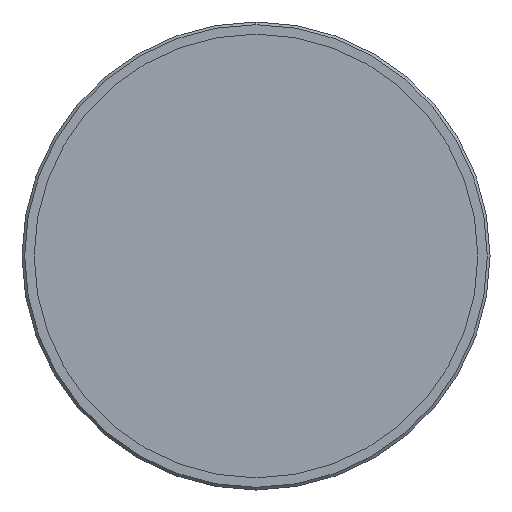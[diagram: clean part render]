
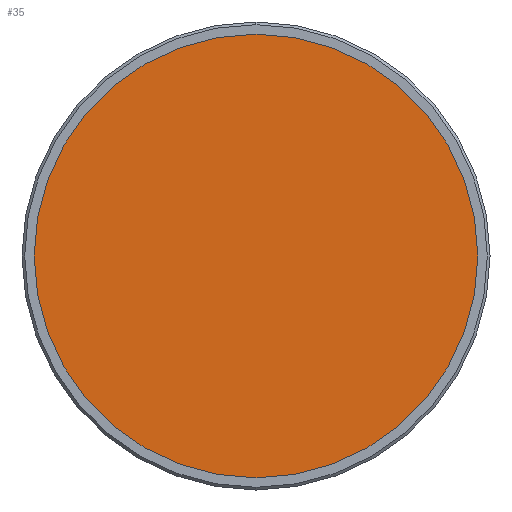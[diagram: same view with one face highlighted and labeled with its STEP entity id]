
A CAD part, left-side view. The second image highlights one B-rep face of the part: STEP entity #35.
In plain terms, the highlighted planar face has unit normal (-1, 0, 0).
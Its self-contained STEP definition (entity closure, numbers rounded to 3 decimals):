
#12 = VERTEX_POINT ( 'NONE', #1636 ) ;
#35 = ADVANCED_FACE ( 'NONE', ( #1701 ), #1829, .T. ) ;
#48 = VERTEX_POINT ( 'NONE', #1958 ) ;
#159 = CARTESIAN_POINT ( 'NONE',  ( 3.988, 0., 0. ) ) ;
#166 = EDGE_CURVE ( 'NONE', #48, #12, #972, .T. ) ;
#214 = DIRECTION ( 'NONE',  ( -1., 0., 0. ) ) ;
#234 = ORIENTED_EDGE ( 'NONE', *, *, #166, .T. ) ;
#364 = CARTESIAN_POINT ( 'NONE',  ( 3.988, 0., 0. ) ) ;
#385 = EDGE_LOOP ( 'NONE', ( #1332, #234 ) ) ;
#425 = AXIS2_PLACEMENT_3D ( 'NONE', #364, #2044, #716 ) ;
#451 = DIRECTION ( 'NONE',  ( 0., 0., 1. ) ) ;
#716 = DIRECTION ( 'NONE',  ( 0., 0., 1. ) ) ;
#735 = CIRCLE ( 'NONE', #425, 82. ) ;
#943 = AXIS2_PLACEMENT_3D ( 'NONE', #159, #1013, #451 ) ;
#972 = CIRCLE ( 'NONE', #1503, 82. ) ;
#1013 = DIRECTION ( 'NONE',  ( -1., 0., 0. ) ) ;
#1098 = DIRECTION ( 'NONE',  ( 0., 0., 1. ) ) ;
#1332 = ORIENTED_EDGE ( 'NONE', *, *, #2031, .T. ) ;
#1503 = AXIS2_PLACEMENT_3D ( 'NONE', #1519, #214, #1098 ) ;
#1519 = CARTESIAN_POINT ( 'NONE',  ( 3.988, 0., 0. ) ) ;
#1636 = CARTESIAN_POINT ( 'NONE',  ( 3.988, 0., 82. ) ) ;
#1701 = FACE_OUTER_BOUND ( 'NONE', #385, .T. ) ;
#1829 = PLANE ( 'NONE',  #943 ) ;
#1958 = CARTESIAN_POINT ( 'NONE',  ( 3.988, 0., -82. ) ) ;
#2031 = EDGE_CURVE ( 'NONE', #12, #48, #735, .T. ) ;
#2044 = DIRECTION ( 'NONE',  ( -1., 0., 0. ) ) ;
